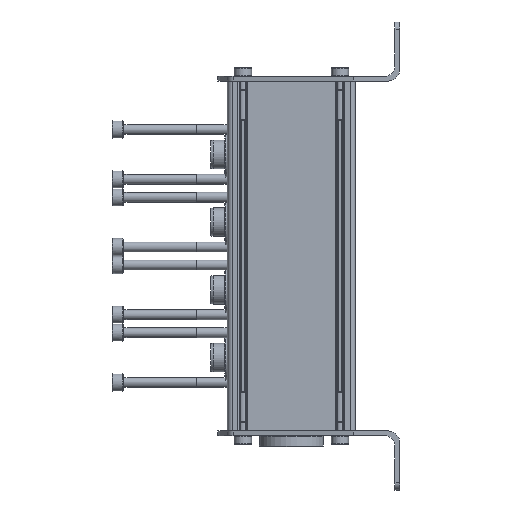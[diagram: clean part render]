
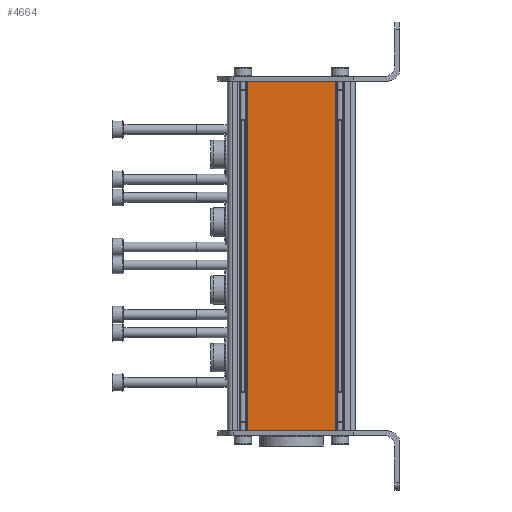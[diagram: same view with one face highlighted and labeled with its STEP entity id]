
A CAD part, left-side view. The second image highlights one B-rep face of the part: STEP entity #4664.
In plain terms, the highlighted planar face has unit normal (-1, 0, 0).
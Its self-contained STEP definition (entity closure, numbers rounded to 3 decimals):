
#306=LINE('',#7595,#630);
#307=LINE('',#7597,#631);
#308=LINE('',#7599,#632);
#309=LINE('',#7601,#633);
#630=VECTOR('',#5995,1000.);
#631=VECTOR('',#5998,1000.);
#632=VECTOR('',#5999,1000.);
#633=VECTOR('',#6000,1000.);
#858=PLANE('',#5112);
#1526=ORIENTED_EDGE('',*,*,#2729,.F.);
#1527=ORIENTED_EDGE('',*,*,#2728,.F.);
#1528=ORIENTED_EDGE('',*,*,#2730,.T.);
#1529=ORIENTED_EDGE('',*,*,#2731,.T.);
#2728=EDGE_CURVE('',#3297,#3296,#306,.T.);
#2729=EDGE_CURVE('',#3296,#3298,#307,.T.);
#2730=EDGE_CURVE('',#3297,#3299,#308,.T.);
#2731=EDGE_CURVE('',#3299,#3298,#309,.T.);
#3296=VERTEX_POINT('',#7592);
#3297=VERTEX_POINT('',#7594);
#3298=VERTEX_POINT('',#7598);
#3299=VERTEX_POINT('',#7600);
#3717=EDGE_LOOP('',(#1526,#1527,#1528,#1529));
#4135=FACE_BOUND('',#3717,.T.);
#4664=ADVANCED_FACE('',(#4135),#858,.T.);
#5112=AXIS2_PLACEMENT_3D('',#7596,#5996,#5997);
#5995=DIRECTION('',(0.,0.,1.));
#5996=DIRECTION('',(-1.,0.,0.));
#5997=DIRECTION('',(0.,0.,1.));
#5998=DIRECTION('',(0.,-1.,0.));
#5999=DIRECTION('',(0.,-1.,0.));
#6000=DIRECTION('',(0.,0.,1.));
#7592=CARTESIAN_POINT('',(-14.35,17.679,0.));
#7594=CARTESIAN_POINT('',(-14.35,17.679,-142.));
#7595=CARTESIAN_POINT('',(-14.35,17.679,-142.));
#7596=CARTESIAN_POINT('',(-14.35,17.679,-142.));
#7597=CARTESIAN_POINT('',(-14.35,17.679,0.));
#7598=CARTESIAN_POINT('',(-14.35,-17.679,0.));
#7599=CARTESIAN_POINT('',(-14.35,17.679,-142.));
#7600=CARTESIAN_POINT('',(-14.35,-17.679,-142.));
#7601=CARTESIAN_POINT('',(-14.35,-17.679,-142.));
